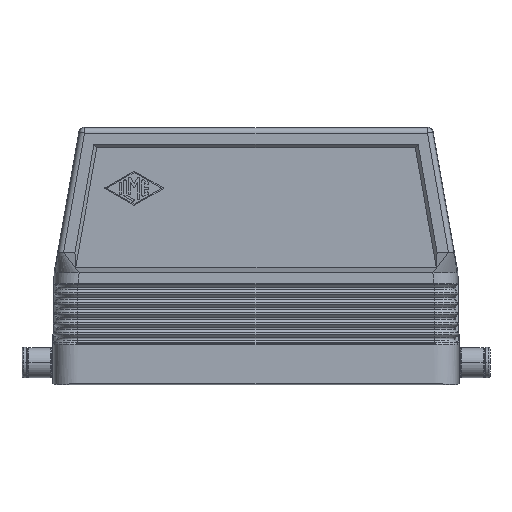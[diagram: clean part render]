
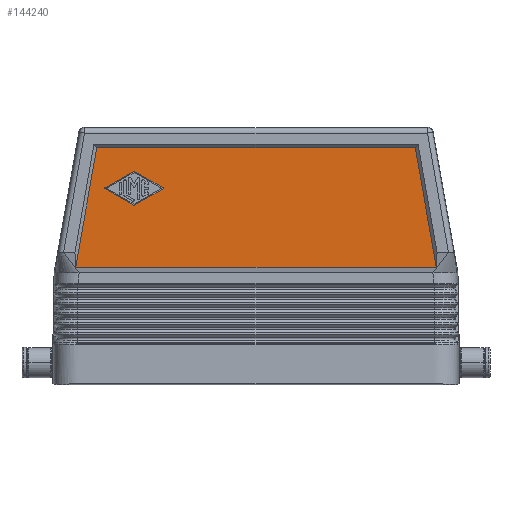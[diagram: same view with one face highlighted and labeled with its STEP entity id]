
A CAD part, left-side view. The second image highlights one B-rep face of the part: STEP entity #144240.
In plain terms, the highlighted planar face has unit normal (-1, 0, 0).
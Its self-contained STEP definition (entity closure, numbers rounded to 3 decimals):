
#142880=CARTESIAN_POINT('',(374.083,-22.843,
34.87));
#142890=VERTEX_POINT('',#142880);
#142920=CARTESIAN_POINT('',(374.083,-26.831,
12.233));
#142930=DIRECTION('',(0.,0.174,0.985));
#142940=VECTOR('',#142930,1.);
#142950=LINE('',#142920,#142940);
#142960=CARTESIAN_POINT('',(374.083,-16.613,
70.233));
#142970=VERTEX_POINT('',#142960);
#142980=EDGE_CURVE('',#142890,#142970,#142950,.T.);
#143240=CARTESIAN_POINT('',(374.083,-12.317,
48.893));
#143250=DIRECTION('',(1.,0.,0.));
#143260=DIRECTION('',(0.,1.,0.));
#143270=AXIS2_PLACEMENT_3D('',#143240,#143250,#143260);
#143280=PLANE('',#143270);
#143290=CARTESIAN_POINT('',(374.083,44.373,
34.87));
#143300=DIRECTION('',(-0.,1.,0.));
#143310=VECTOR('',#143300,1.);
#143320=LINE('',#143290,#143310);
#143330=CARTESIAN_POINT('',(374.083,83.656,
34.87));
#143340=VERTEX_POINT('',#143330);
#143350=EDGE_CURVE('',#142890,#143340,#143320,.T.);
#143360=ORIENTED_EDGE('',*,*,#143350,.F.);
#143370=CARTESIAN_POINT('',(374.083,87.644,
12.233));
#143380=DIRECTION('',(0.,-0.174,0.985));
#143390=VECTOR('',#143380,1.);
#143400=LINE('',#143370,#143390);
#143410=CARTESIAN_POINT('',(374.083,77.426,
70.233));
#143420=VERTEX_POINT('',#143410);
#143430=EDGE_CURVE('',#143340,#143420,#143400,.T.);
#143440=ORIENTED_EDGE('',*,*,#143430,.F.);
#143450=CARTESIAN_POINT('',(374.083,44.373,
70.233));
#143460=DIRECTION('',(0.,1.,0.));
#143470=VECTOR('',#143460,1.);
#143480=LINE('',#143450,#143470);
#143490=EDGE_CURVE('',#142970,#143420,#143480,.T.);
#143500=ORIENTED_EDGE('',*,*,#143490,.T.);
#143510=ORIENTED_EDGE('',*,*,#142980,.T.);
#143520=EDGE_LOOP('',(#143510,#143500,#143440,#143360));
#143530=FACE_OUTER_BOUND('',#143520,.T.);
#143540=CARTESIAN_POINT('',(374.083,74.905,
58.233));
#143550=DIRECTION('',(-1.,0.,0.));
#143560=DIRECTION('',(0.,-1.,0.));
#143570=AXIS2_PLACEMENT_3D('',#143540,#143550,#143560);
#143580=CIRCLE('',#143570,0.167);
#143590=CARTESIAN_POINT('',(374.083,74.988,
58.377));
#143600=VERTEX_POINT('',#143590);
#143610=CARTESIAN_POINT('',(374.083,74.988,
58.088));
#143620=VERTEX_POINT('',#143610);
#143630=EDGE_CURVE('',#143600,#143620,#143580,.T.);
#143640=ORIENTED_EDGE('',*,*,#143630,.F.);
#143650=CARTESIAN_POINT('',(374.083,44.373,
40.588));
#143660=DIRECTION('',(0.,-0.868,-0.496));
#143670=VECTOR('',#143660,1.);
#143680=LINE('',#143650,#143670);
#143690=CARTESIAN_POINT('',(374.083,66.572,
53.277));
#143700=VERTEX_POINT('',#143690);
#143710=EDGE_CURVE('',#143620,#143700,#143680,.T.);
#143720=ORIENTED_EDGE('',*,*,#143710,.F.);
#143730=CARTESIAN_POINT('',(374.083,66.406,
53.566));
#143740=DIRECTION('',(-1.,0.,0.));
#143750=DIRECTION('',(0.,-1.,0.));
#143760=AXIS2_PLACEMENT_3D('',#143730,#143740,#143750);
#143770=CIRCLE('',#143760,0.333);
#143780=CARTESIAN_POINT('',(374.083,66.241,
53.277));
#143790=VERTEX_POINT('',#143780);
#143800=EDGE_CURVE('',#143700,#143790,#143770,.T.);
#143810=ORIENTED_EDGE('',*,*,#143800,.F.);
#143820=CARTESIAN_POINT('',(374.083,44.373,
65.777));
#143830=DIRECTION('',(0.,-0.868,0.496));
#143840=VECTOR('',#143830,1.);
#143850=LINE('',#143820,#143840);
#143860=CARTESIAN_POINT('',(374.083,57.824,
58.088));
#143870=VERTEX_POINT('',#143860);
#143880=EDGE_CURVE('',#143790,#143870,#143850,.T.);
#143890=ORIENTED_EDGE('',*,*,#143880,.F.);
#143900=CARTESIAN_POINT('',(374.083,57.907,
58.233));
#143910=DIRECTION('',(-1.,0.,0.));
#143920=DIRECTION('',(0.,-1.,0.));
#143930=AXIS2_PLACEMENT_3D('',#143900,#143910,#143920);
#143940=CIRCLE('',#143930,0.167);
#143950=CARTESIAN_POINT('',(374.083,57.824,
58.377));
#143960=VERTEX_POINT('',#143950);
#143970=EDGE_CURVE('',#143870,#143960,#143940,.T.);
#143980=ORIENTED_EDGE('',*,*,#143970,.F.);
#143990=CARTESIAN_POINT('',(374.083,44.373,
50.688));
#144000=DIRECTION('',(0.,0.868,0.496));
#144010=VECTOR('',#144000,1.);
#144020=LINE('',#143990,#144010);
#144030=CARTESIAN_POINT('',(374.083,66.241,
63.188));
#144040=VERTEX_POINT('',#144030);
#144050=EDGE_CURVE('',#143960,#144040,#144020,.T.);
#144060=ORIENTED_EDGE('',*,*,#144050,.F.);
#144070=CARTESIAN_POINT('',(374.083,66.406,
62.899));
#144080=DIRECTION('',(-1.,0.,0.));
#144090=DIRECTION('',(0.,-1.,0.));
#144100=AXIS2_PLACEMENT_3D('',#144070,#144080,#144090);
#144110=CIRCLE('',#144100,0.333);
#144120=CARTESIAN_POINT('',(374.083,66.572,
63.188));
#144130=VERTEX_POINT('',#144120);
#144140=EDGE_CURVE('',#144040,#144130,#144110,.T.);
#144150=ORIENTED_EDGE('',*,*,#144140,.F.);
#144160=CARTESIAN_POINT('',(374.083,44.373,
75.877));
#144170=DIRECTION('',(0.,0.868,-0.496));
#144180=VECTOR('',#144170,1.);
#144190=LINE('',#144160,#144180);
#144200=EDGE_CURVE('',#144130,#143600,#144190,.T.);
#144210=ORIENTED_EDGE('',*,*,#144200,.F.);
#144220=EDGE_LOOP('',(#144210,#144150,#144060,#143980,#143890,#143810,
#143720,#143640));
#144230=FACE_BOUND('',#144220,.T.);
#144240=ADVANCED_FACE('',(#143530,#144230),#143280,.F.);
